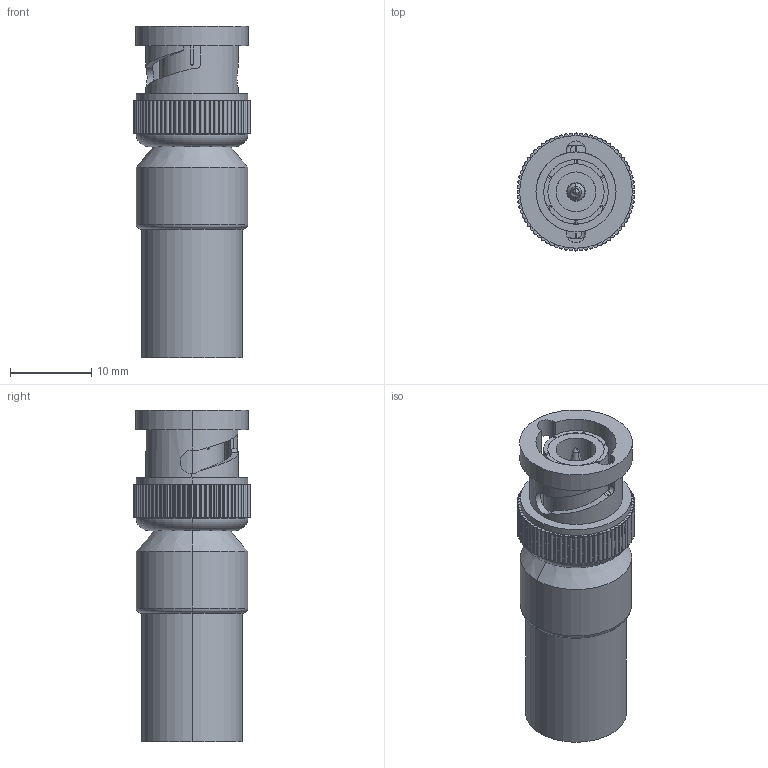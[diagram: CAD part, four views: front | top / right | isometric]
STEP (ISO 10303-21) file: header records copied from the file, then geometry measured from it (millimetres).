
FILE_DESCRIPTION (( 'STEP AP203' ), '1' );
FILE_NAME ('HPC992.STEP', '2014-06-24T18:13:09', ( 'x' ), ( '' ), 'SwSTEP 2.0', 'SolidWorks 2014', '' );
FILE_SCHEMA (( 'CONFIG_CONTROL_DESIGN' ));
Length unit declared in the file: inch
Products named in the file (4): HPC992-MA1_with flange; HPC992-MA2; HPC992-MA3; HPC992
Assembly tree (3 placements, depth 2):
  HPC992
    HPC992-MA1_with flange
    HPC992-MA2
    HPC992-MA3
Bounding box: 14.5 x 14.5 x 40.74 mm (x, y, z)
Volume: 3367.1 mm3; surface area: 4455.8 mm2
Topology: 3 solids, 3 shells, 380 faces, 1060 edges, 695 vertices
Faces by surface type: plane 184, cylinder 174, cone 10, bspline 8, torus 4
Entity records: 13336 total; most frequent: CARTESIAN_POINT 3027, ORIENTED_EDGE 2116, DIRECTION 2062, EDGE_CURVE 1058, AXIS2_PLACEMENT_3D 700, VERTEX_POINT 695, VECTOR 662, LINE 662
